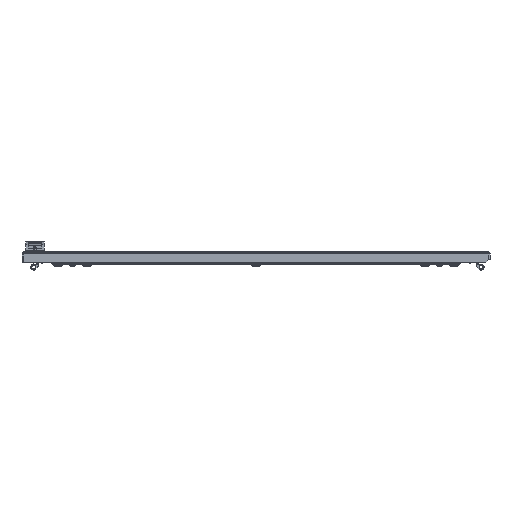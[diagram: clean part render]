
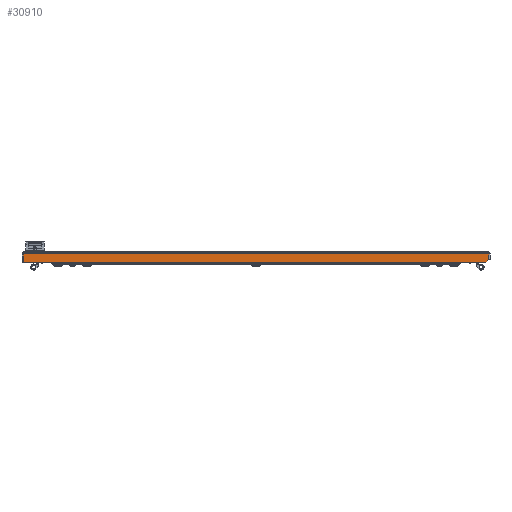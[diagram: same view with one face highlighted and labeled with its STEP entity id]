
A CAD part, front view. The second image highlights one B-rep face of the part: STEP entity #30910.
In plain terms, the highlighted planar face has unit normal (0, -1, 0).
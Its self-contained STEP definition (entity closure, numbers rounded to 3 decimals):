
#1136 = ORIENTED_EDGE ( 'NONE', *, *, #16099, .F. ) ;
#3384 = LINE ( 'NONE', #43629, #11266 ) ;
#4093 = VECTOR ( 'NONE', #48179, 1000. ) ;
#4628 = DIRECTION ( 'NONE',  ( 0., 0., 1. ) ) ;
#5336 = AXIS2_PLACEMENT_3D ( 'NONE', #47367, #8341, #4628 ) ;
#6536 = LINE ( 'NONE', #44244, #4093 ) ;
#6754 = LINE ( 'NONE', #13583, #15210 ) ;
#8341 = DIRECTION ( 'NONE',  ( 0., 1., 0. ) ) ;
#8582 = VECTOR ( 'NONE', #23715, 1000. ) ;
#9441 = FACE_OUTER_BOUND ( 'NONE', #41148, .T. ) ;
#9681 = DIRECTION ( 'NONE',  ( 1., 0., 0. ) ) ;
#10969 = ORIENTED_EDGE ( 'NONE', *, *, #41778, .T. ) ;
#11266 = VECTOR ( 'NONE', #24310, 1000. ) ;
#11587 = LINE ( 'NONE', #19472, #8582 ) ;
#12902 = ORIENTED_EDGE ( 'NONE', *, *, #47413, .T. ) ;
#13583 = CARTESIAN_POINT ( 'NONE',  ( 398.4, -892., -2. ) ) ;
#14181 = CARTESIAN_POINT ( 'NONE',  ( -396.329, -892., -16. ) ) ;
#14427 = LINE ( 'NONE', #16957, #30183 ) ;
#15210 = VECTOR ( 'NONE', #9681, 1000. ) ;
#16099 = EDGE_CURVE ( 'NONE', #22816, #45326, #14427, .T. ) ;
#16957 = CARTESIAN_POINT ( 'NONE',  ( 396.329, -892., 0. ) ) ;
#19472 = CARTESIAN_POINT ( 'NONE',  ( -398.4, -892., -16. ) ) ;
#20955 = CARTESIAN_POINT ( 'NONE',  ( 391.329, -892., -16. ) ) ;
#22816 = VERTEX_POINT ( 'NONE', #29821 ) ;
#23715 = DIRECTION ( 'NONE',  ( 1., 0., 0. ) ) ;
#24310 = DIRECTION ( 'NONE',  ( 0., 0., -1. ) ) ;
#25903 = CARTESIAN_POINT ( 'NONE',  ( 396.329, -892., -11. ) ) ;
#27004 = ORIENTED_EDGE ( 'NONE', *, *, #30131, .T. ) ;
#27801 = VERTEX_POINT ( 'NONE', #14181 ) ;
#29821 = CARTESIAN_POINT ( 'NONE',  ( 396.329, -892., -2. ) ) ;
#30131 = EDGE_CURVE ( '������14', #37201, #27801, #3384, .T. ) ;
#30183 = VECTOR ( 'NONE', #48022, 1000. ) ;
#30910 = ADVANCED_FACE ( '�����12', ( #9441 ), #35734, .F. ) ;
#35734 = PLANE ( 'NONE',  #5336 ) ;
#37201 = VERTEX_POINT ( 'NONE', #47572 ) ;
#37274 = VERTEX_POINT ( 'NONE', #20955 ) ;
#37787 = ORIENTED_EDGE ( 'NONE', *, *, #39095, .F. ) ;
#39095 = EDGE_CURVE ( 'NONE', #37201, #22816, #6754, .T. ) ;
#41148 = EDGE_LOOP ( 'NONE', ( #12902, #10969, #1136, #37787, #27004 ) ) ;
#41778 = EDGE_CURVE ( 'NONE', #37274, #45326, #6536, .T. ) ;
#43629 = CARTESIAN_POINT ( 'NONE',  ( -396.329, -892., 0. ) ) ;
#44244 = CARTESIAN_POINT ( 'NONE',  ( 396.329, -892., -11. ) ) ;
#45326 = VERTEX_POINT ( 'NONE', #25903 ) ;
#47367 = CARTESIAN_POINT ( 'NONE',  ( -398.4, -892., 0. ) ) ;
#47413 = EDGE_CURVE ( 'NONE', #27801, #37274, #11587, .T. ) ;
#47572 = CARTESIAN_POINT ( 'NONE',  ( -396.329, -892., -2. ) ) ;
#48022 = DIRECTION ( 'NONE',  ( 0., 0., -1. ) ) ;
#48179 = DIRECTION ( 'NONE',  ( 0.707, 0., 0.707 ) ) ;
